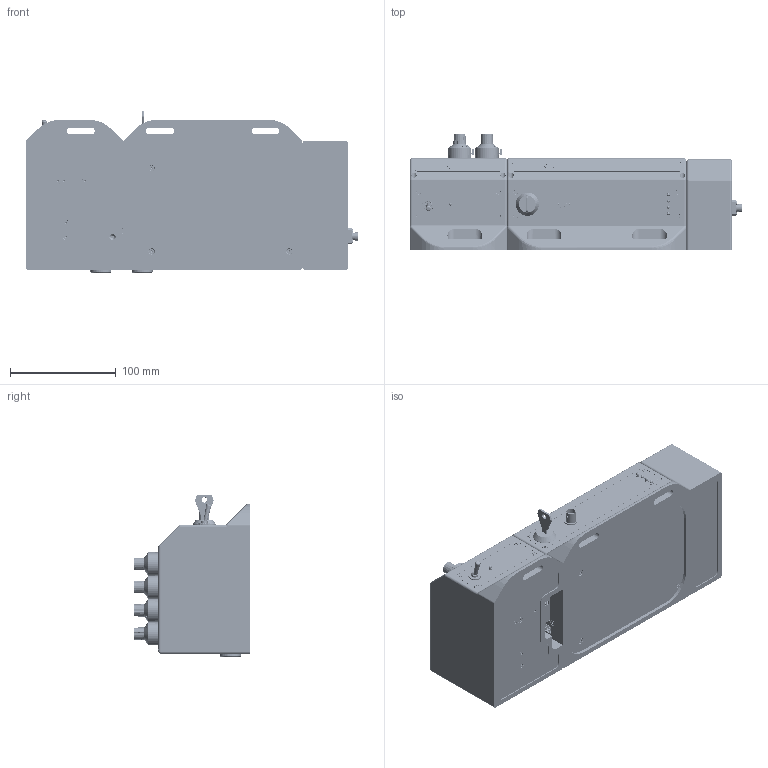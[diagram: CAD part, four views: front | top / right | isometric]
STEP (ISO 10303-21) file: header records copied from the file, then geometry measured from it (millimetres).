
FILE_DESCRIPTION (( 'STEP AP203' ), '1' );
FILE_NAME ('INTUN-TL1300-T-PM.STEP', '2008-02-12T14:48:47', ( ' ' ), ( '' ), 'SwSTEP 2.0', 'SolidWorks 2007', '' );
FILE_SCHEMA (( 'CONFIG_CONTROL_DESIGN' ));
Products named in the file (1): INTUN-TL1300-T-PM
Bounding box: 314.61 x 110.3 x 154.2 mm (x, y, z)
Surface area: 399818.3 mm2 (no closed solid volume)
Topology: 0 solids, 214 shells, 7651 faces, 20819 edges, 13850 vertices
Faces by surface type: plane 5117, cylinder 1286, cone 488, torus 367, bspline 329, sphere 64
Entity records: 259100 total; most frequent: CARTESIAN_POINT 70153, ORIENTED_EDGE 40750, DIRECTION 36232, EDGE_CURVE 20681, VERTEX_POINT 13850, VECTOR 13616, LINE 13616, AXIS2_PLACEMENT_3D 11308
